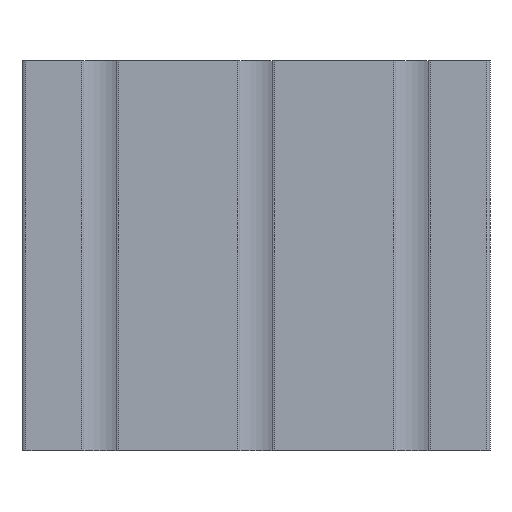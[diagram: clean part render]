
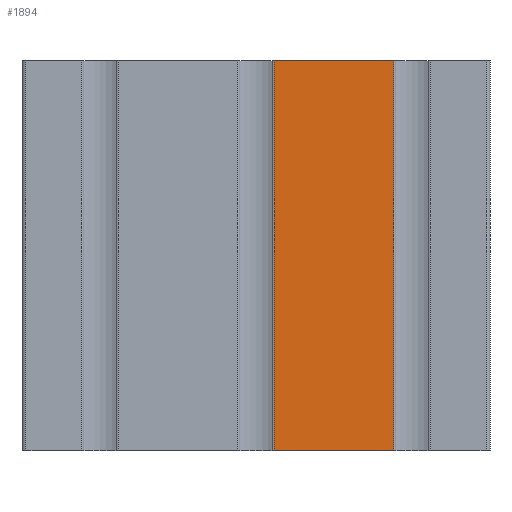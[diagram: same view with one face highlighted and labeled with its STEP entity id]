
A CAD part, front view. The second image highlights one B-rep face of the part: STEP entity #1894.
In plain terms, the highlighted planar face has unit normal (0, -1, 0).
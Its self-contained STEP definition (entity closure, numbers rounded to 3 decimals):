
#1836=CARTESIAN_POINT('',(55.559,-72.494,100.0));
#1837=VERTEX_POINT('',#1836);
#1845=CARTESIAN_POINT('',(55.559,-72.494,0.0));
#1846=VERTEX_POINT('',#1845);
#1847=CARTESIAN_POINT('',(55.559,-72.494,0.0));
#1848=DIRECTION('',(0.0,0.0,1.0));
#1849=VECTOR('',#1848,100.0);
#1850=LINE('',#1847,#1849);
#1851=EDGE_CURVE('',#1846,#1837,#1850,.T.);
#1864=CARTESIAN_POINT('',(55.559,-72.494,0.0));
#1865=DIRECTION('',(0.0,-1.0,0.0));
#1866=DIRECTION('',(0.0,0.0,-1.0));
#1867=AXIS2_PLACEMENT_3D('',#1864,#1865,#1866);
#1868=PLANE('',#1867);
#1869=CARTESIAN_POINT('',(24.859,-72.494,100.0));
#1870=VERTEX_POINT('',#1869);
#1871=CARTESIAN_POINT('',(55.559,-72.494,100.0));
#1872=DIRECTION('',(-1.0,0.0,0.0));
#1873=VECTOR('',#1872,30.7);
#1874=LINE('',#1871,#1873);
#1875=EDGE_CURVE('',#1837,#1870,#1874,.T.);
#1876=ORIENTED_EDGE('',*,*,#1875,.T.);
#1877=CARTESIAN_POINT('',(24.859,-72.494,0.0));
#1878=VERTEX_POINT('',#1877);
#1879=CARTESIAN_POINT('',(24.859,-72.494,0.0));
#1880=DIRECTION('',(0.0,0.0,1.0));
#1881=VECTOR('',#1880,100.0);
#1882=LINE('',#1879,#1881);
#1883=EDGE_CURVE('',#1878,#1870,#1882,.T.);
#1884=ORIENTED_EDGE('',*,*,#1883,.F.);
#1885=CARTESIAN_POINT('',(24.859,-72.494,0.0));
#1886=DIRECTION('',(1.0,0.0,0.0));
#1887=VECTOR('',#1886,30.7);
#1888=LINE('',#1885,#1887);
#1889=EDGE_CURVE('',#1878,#1846,#1888,.T.);
#1890=ORIENTED_EDGE('',*,*,#1889,.T.);
#1891=ORIENTED_EDGE('',*,*,#1851,.T.);
#1892=EDGE_LOOP('',(#1876,#1884,#1890,#1891));
#1893=FACE_OUTER_BOUND('',#1892,.T.);
#1894=ADVANCED_FACE('',(#1893),#1868,.T.);
